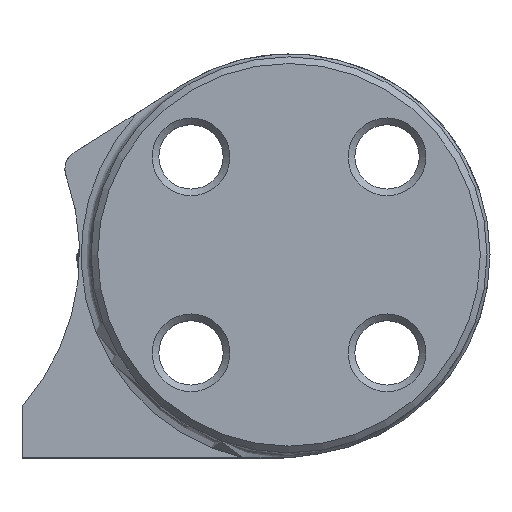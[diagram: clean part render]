
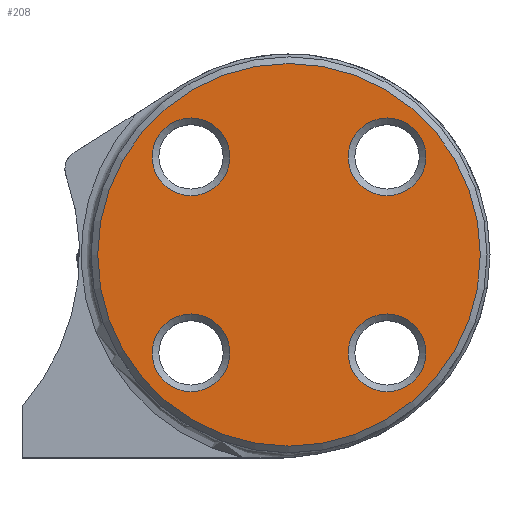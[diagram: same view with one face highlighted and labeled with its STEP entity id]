
A CAD part, top view. The second image highlights one B-rep face of the part: STEP entity #208.
In plain terms, the highlighted planar face has unit normal (0, 0, 1).
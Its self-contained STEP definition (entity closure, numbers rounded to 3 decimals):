
#120=PLANE('',#1484);
#153=FACE_BOUND('',#364,.T.);
#154=FACE_BOUND('',#365,.T.);
#155=FACE_BOUND('',#366,.T.);
#156=FACE_BOUND('',#367,.T.);
#157=FACE_BOUND('',#368,.T.);
#208=ADVANCED_FACE('',(#153,#154,#155,#156,#157),#120,.F.);
#364=EDGE_LOOP('',(#713));
#365=EDGE_LOOP('',(#714));
#366=EDGE_LOOP('',(#715));
#367=EDGE_LOOP('',(#716));
#368=EDGE_LOOP('',(#717));
#466=CIRCLE('',#1478,19.325);
#467=CIRCLE('',#1480,3.925);
#468=CIRCLE('',#1481,3.925);
#469=CIRCLE('',#1482,3.925);
#470=CIRCLE('',#1483,3.925);
#713=ORIENTED_EDGE('',*,*,#1171,.F.);
#714=ORIENTED_EDGE('',*,*,#1172,.T.);
#715=ORIENTED_EDGE('',*,*,#1173,.T.);
#716=ORIENTED_EDGE('',*,*,#1174,.F.);
#717=ORIENTED_EDGE('',*,*,#1170,.F.);
#1018=VERTEX_POINT('',#2878);
#1019=VERTEX_POINT('',#2881);
#1020=VERTEX_POINT('',#2883);
#1021=VERTEX_POINT('',#2885);
#1022=VERTEX_POINT('',#2887);
#1170=EDGE_CURVE('',#1018,#1018,#466,.T.);
#1171=EDGE_CURVE('',#1019,#1019,#467,.T.);
#1172=EDGE_CURVE('',#1020,#1020,#468,.T.);
#1173=EDGE_CURVE('',#1021,#1021,#469,.T.);
#1174=EDGE_CURVE('',#1022,#1022,#470,.T.);
#1478=AXIS2_PLACEMENT_3D('',#2877,#1660,#1661);
#1480=AXIS2_PLACEMENT_3D('',#2880,#1664,#1665);
#1481=AXIS2_PLACEMENT_3D('',#2882,#1666,#1667);
#1482=AXIS2_PLACEMENT_3D('',#2884,#1668,#1669);
#1483=AXIS2_PLACEMENT_3D('',#2886,#1670,#1671);
#1484=AXIS2_PLACEMENT_3D('',#2888,#1672,#1673);
#1660=DIRECTION('',(0.,0.,-1.));
#1661=DIRECTION('',(-1.,0.,0.));
#1664=DIRECTION('',(0.,0.,1.));
#1665=DIRECTION('',(-1.,0.,0.));
#1666=DIRECTION('',(0.,0.,-1.));
#1667=DIRECTION('',(-1.,0.,0.));
#1668=DIRECTION('',(0.,0.,-1.));
#1669=DIRECTION('',(-1.,0.,0.));
#1670=DIRECTION('',(0.,0.,1.));
#1671=DIRECTION('',(-1.,0.,0.));
#1672=DIRECTION('',(0.,0.,-1.));
#1673=DIRECTION('',(-1.,0.,0.));
#2877=CARTESIAN_POINT('',(0.,0.,0.));
#2878=CARTESIAN_POINT('',(-19.325,0.,0.));
#2880=CARTESIAN_POINT('',(9.899,-9.899,0.));
#2881=CARTESIAN_POINT('',(5.974,-9.899,0.));
#2882=CARTESIAN_POINT('',(9.899,9.899,0.));
#2883=CARTESIAN_POINT('',(5.974,9.899,0.));
#2884=CARTESIAN_POINT('',(-9.899,-9.899,0.));
#2885=CARTESIAN_POINT('',(-13.824,-9.899,0.));
#2886=CARTESIAN_POINT('',(-9.899,9.899,0.));
#2887=CARTESIAN_POINT('',(-13.824,9.899,0.));
#2888=CARTESIAN_POINT('',(0.,0.,0.));
